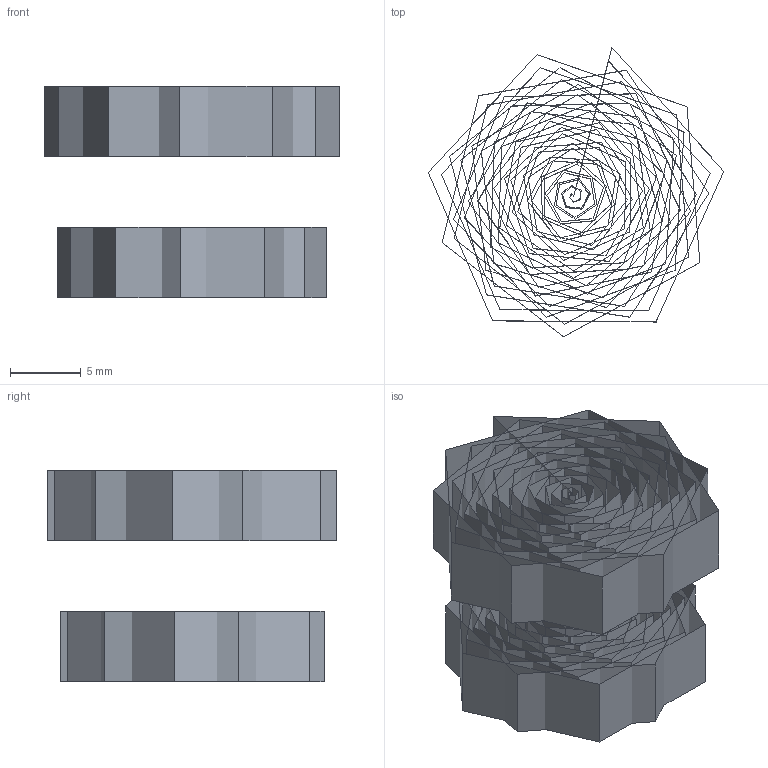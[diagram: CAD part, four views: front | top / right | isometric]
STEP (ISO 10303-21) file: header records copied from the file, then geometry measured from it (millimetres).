
FILE_DESCRIPTION(('Open CASCADE Model'),'2;1');
FILE_NAME('Open CASCADE Shape Model','2024-06-01T12:22:35',('Author'),( 'Open CASCADE'),'Open CASCADE STEP processor 7.7','Open CASCADE 7.7' ,'Unknown');
FILE_SCHEMA(('AUTOMOTIVE_DESIGN { 1 0 10303 214 1 1 1 1 }'));
Length unit declared in the file: millimetre
Products named in the file (3): Open CASCADE STEP translator 7.7 15; Open CASCADE STEP translator 7.7 15.1; Open CASCADE STEP translator 7.7 15.2
Assembly tree (2 placements, depth 2):
  Open CASCADE STEP translator 7.7 15
    Open CASCADE STEP translator 7.7 15.1
    Open CASCADE STEP translator 7.7 15.2
Bounding box: 20.95 x 20.53 x 15 mm (x, y, z)
Surface area: 11870.5 mm2
Topology: 2 solids, 2 shells, 204 faces, 784 edges, 492 vertices
Faces by surface type: plane 204
Entity records: 14488 total; most frequent: CARTESIAN_POINT 2407, DIRECTION 2214, LINE 1800, VECTOR 1800, ORIENTED_EDGE 1200, PCURVE 1200, DEFINITIONAL_REPRESENTATION 1200, EDGE_CURVE 600
